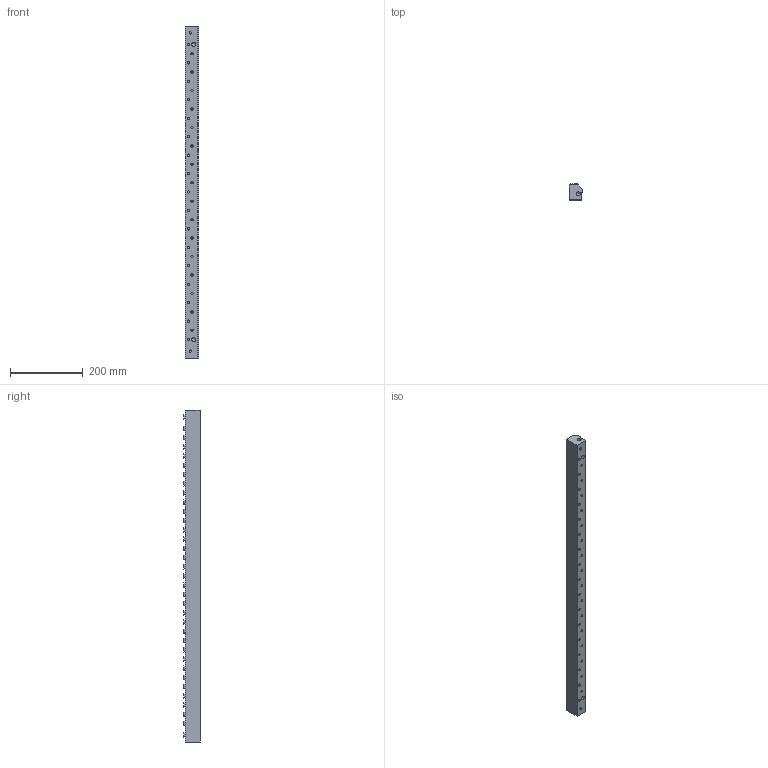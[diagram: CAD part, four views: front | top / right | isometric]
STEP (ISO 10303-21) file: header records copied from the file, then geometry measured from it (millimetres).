
FILE_DESCRIPTION((''),'2;1');
FILE_NAME('110036-PVDF.stp','2013-05-29T12:59:12',('benzil estridge'),(''),'Autodesk Inventor 2012','Autodesk Inventor 2012','');
FILE_SCHEMA(('AUTOMOTIVE_DESIGN { 1 0 10303 214 1 1 1 1 }'));
Length unit declared in the file: inch
Products named in the file (1): 110036-PVDF
Bounding box: 36.53 x 45.21 x 914.4 mm (x, y, z)
Volume: 1207422.5 mm3; surface area: 174567.4 mm2
Topology: 1 solids, 1 shells, 334 faces, 817 edges, 555 vertices
Faces by surface type: plane 291, cylinder 39, cone 4
Full cylindrical faces by diameter (mm): 6.35 x35, 11.113 x4
Entity records: 9189 total; most frequent: CARTESIAN_POINT 1586, DIRECTION 1483, ORIENTED_EDGE 1470, EDGE_CURVE 735, VECTOR 657, LINE 657, VERTEX_POINT 516, EDGE_LOOP 447
